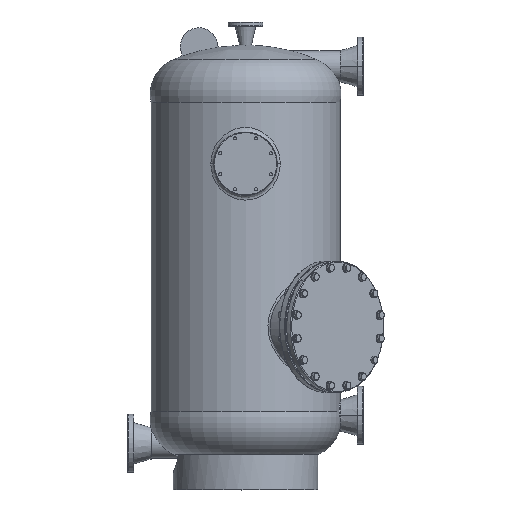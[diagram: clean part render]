
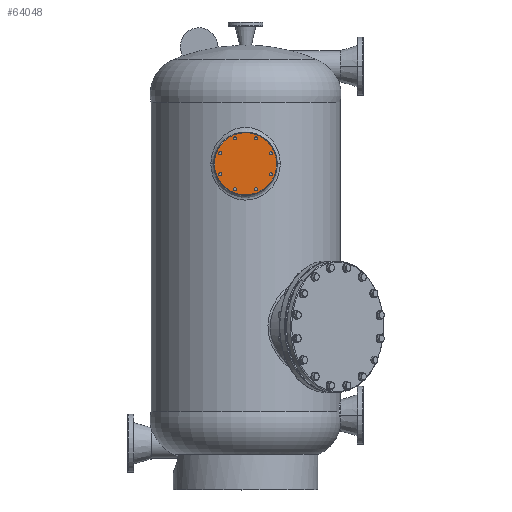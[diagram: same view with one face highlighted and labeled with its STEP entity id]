
A CAD part, top view. The second image highlights one B-rep face of the part: STEP entity #64048.
In plain terms, the highlighted planar face has unit normal (0, 0, 1).
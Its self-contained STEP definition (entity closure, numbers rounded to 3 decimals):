
#401 = CARTESIAN_POINT ( 'NONE',  ( -125.068, 550.109, 347.358 ) ) ;
#5051 = CARTESIAN_POINT ( 'NONE',  ( -92.779, 536.734, 347.358 ) ) ;
#5399 = CARTESIAN_POINT ( 'NONE',  ( -39.688, 480.039, 347.358 ) ) ;
#5594 = CARTESIAN_POINT ( 'NONE',  ( -53.535, 339.445, 347.358 ) ) ;
#5754 = CARTESIAN_POINT ( 'NONE',  ( -59.105, 509.099, 347.358 ) ) ;
#5957 = CARTESIAN_POINT ( 'NONE',  ( -100.522, 300.884, 347.358 ) ) ;
#6167 = DIRECTION ( 'NONE',  ( 0., 0., 1. ) ) ;
#6276 = VERTEX_POINT ( 'NONE', #67668 ) ;
#7354 = CARTESIAN_POINT ( 'NONE',  ( -286.364, 377.863, 347.358 ) ) ;
#7465 = CARTESIAN_POINT ( 'NONE',  ( -293.182, 420.878, 347.358 ) ) ;
#9690 = CARTESIAN_POINT ( 'NONE',  ( -27.043, 438.353, 347.358 ) ) ;
#10237 = CARTESIAN_POINT ( 'NONE',  ( -226.586, 305.023, 347.358 ) ) ;
#11988 = CARTESIAN_POINT ( 'NONE',  ( -275.538, 353.975, 347.358 ) ) ;
#14323 = CARTESIAN_POINT ( 'NONE',  ( -292.322, 438.353, 347.358 ) ) ;
#15384 = CARTESIAN_POINT ( 'NONE',  ( -194.296, 550.109, 347.358 ) ) ;
#15587 = CARTESIAN_POINT ( 'NONE',  ( -202.698, 294.197, 347.358 ) ) ;
#16268 = CARTESIAN_POINT ( 'NONE',  ( -59.105, 332.658, 347.358 ) ) ;
#16623 = CARTESIAN_POINT ( 'NONE',  ( -71.462, 320.301, 347.358 ) ) ;
#19976 = CARTESIAN_POINT ( 'NONE',  ( -241.116, 527.025, 347.358 ) ) ;
#20850 = CARTESIAN_POINT ( 'NONE',  ( -194.296, 291.648, 347.358 ) ) ;
#20944 = ORIENTED_EDGE ( 'NONE', *, *, #70379, .F. ) ;
#21217 = CARTESIAN_POINT ( 'NONE',  ( -142.207, 288.239, 347.358 ) ) ;
#22071 = CARTESIAN_POINT ( 'NONE',  ( -116.666, 547.56, 347.358 ) ) ;
#24219 = VERTEX_POINT ( 'NONE', #7465 ) ;
#24631 = CARTESIAN_POINT ( 'NONE',  ( -288.912, 455.493, 347.358 ) ) ;
#26576 = CARTESIAN_POINT ( 'NONE',  ( -26.182, 420.878, 347.358 ) ) ;
#26746 = CARTESIAN_POINT ( 'NONE',  ( -26.182, 420.878, 347.358 ) ) ;
#26944 = CARTESIAN_POINT ( 'NONE',  ( -26.182, 412.141, 347.358 ) ) ;
#27646 = CARTESIAN_POINT ( 'NONE',  ( -30.452, 386.264, 347.358 ) ) ;
#29046 = CARTESIAN_POINT ( 'NONE',  ( -293.182, 412.141, 347.358 ) ) ;
#29403 = CARTESIAN_POINT ( 'NONE',  ( -279.676, 361.718, 347.358 ) ) ;
#29990 = CARTESIAN_POINT ( 'NONE',  ( -293.182, 420.878, 347.358 ) ) ;
#30699 = CARTESIAN_POINT ( 'NONE',  ( -265.829, 502.312, 347.358 ) ) ;
#32823 = CARTESIAN_POINT ( 'NONE',  ( -53.535, 502.312, 347.358 ) ) ;
#33009 = CARTESIAN_POINT ( 'NONE',  ( -27.043, 403.404, 347.358 ) ) ;
#34419 = CARTESIAN_POINT ( 'NONE',  ( -288.912, 386.264, 347.358 ) ) ;
#36957 = CARTESIAN_POINT ( 'NONE',  ( -177.157, 288.239, 347.358 ) ) ;
#37131 = CARTESIAN_POINT ( 'NONE',  ( -100.522, 540.873, 347.358 ) ) ;
#37477 = CARTESIAN_POINT ( 'NONE',  ( -33.001, 463.894, 347.358 ) ) ;
#38187 = CARTESIAN_POINT ( 'NONE',  ( -30.452, 455.493, 347.358 ) ) ;
#41798 = CARTESIAN_POINT ( 'NONE',  ( -226.586, 536.734, 347.358 ) ) ;
#42341 = CARTESIAN_POINT ( 'NONE',  ( -168.42, 287.378, 347.358 ) ) ;
#42560 = FACE_OUTER_BOUND ( 'NONE', #50860, .T. ) ;
#42911 = PLANE ( 'NONE',  #62246 ) ;
#43038 = CARTESIAN_POINT ( 'NONE',  ( -260.259, 332.658, 347.358 ) ) ;
#43075 = B_SPLINE_CURVE_WITH_KNOTS ( 'NONE', 3,
 ( #26576, #26944, #33009, #27646, #49099, #54841, #65187, #5594, #16268, #16623, #64481, #64126, #5957, #48029, #49442, #21217, #58773, #42341, #36957, #20850, #15587, #59133, #10237, #48387, #70200, #43038, #64826, #11988, #29403, #7354, #34419, #45139, #29046, #44428 ),
 .UNSPECIFIED., .F., .F.,
 ( 4, 2, 2, 2, 2, 2, 2, 2, 2, 2, 2, 2, 2, 2, 2, 2, 4 ),
 ( 0., 0.063, 0.125, 0.188, 0.25, 0.313, 0.375, 0.438, 0.5, 0.563, 0.625, 0.688, 0.75, 0.813, 0.875, 0.938, 1. ),
 .UNSPECIFIED. ) ;
#43204 = CARTESIAN_POINT ( 'NONE',  ( -202.698, 547.56, 347.358 ) ) ;
#44296 = DIRECTION ( 'NONE',  ( 1., 0., 0. ) ) ;
#44428 = CARTESIAN_POINT ( 'NONE',  ( -293.182, 420.878, 347.358 ) ) ;
#45139 = CARTESIAN_POINT ( 'NONE',  ( -292.322, 403.404, 347.358 ) ) ;
#46443 = CARTESIAN_POINT ( 'NONE',  ( -286.364, 463.894, 347.358 ) ) ;
#46788 = CARTESIAN_POINT ( 'NONE',  ( -275.538, 487.782, 347.358 ) ) ;
#47142 = CARTESIAN_POINT ( 'NONE',  ( -279.676, 480.039, 347.358 ) ) ;
#48029 = CARTESIAN_POINT ( 'NONE',  ( -116.666, 294.197, 347.358 ) ) ;
#48387 = CARTESIAN_POINT ( 'NONE',  ( -241.116, 314.732, 347.358 ) ) ;
#48566 = CARTESIAN_POINT ( 'NONE',  ( -150.945, 554.378, 347.358 ) ) ;
#49099 = CARTESIAN_POINT ( 'NONE',  ( -33.001, 377.863, 347.358 ) ) ;
#49265 = CARTESIAN_POINT ( 'NONE',  ( -142.207, 553.518, 347.358 ) ) ;
#49442 = CARTESIAN_POINT ( 'NONE',  ( -125.068, 291.648, 347.358 ) ) ;
#49788 = EDGE_CURVE ( 'NONE', #6276, #24219, #43075, .T. ) ;
#50860 = EDGE_LOOP ( 'NONE', ( #20944, #63302 ) ) ;
#51803 = CARTESIAN_POINT ( 'NONE',  ( -293.182, 429.616, 347.358 ) ) ;
#52536 = CARTESIAN_POINT ( 'NONE',  ( -260.259, 509.099, 347.358 ) ) ;
#54643 = CARTESIAN_POINT ( 'NONE',  ( -71.462, 521.456, 347.358 ) ) ;
#54841 = CARTESIAN_POINT ( 'NONE',  ( -39.688, 361.718, 347.358 ) ) ;
#58773 = CARTESIAN_POINT ( 'NONE',  ( -150.945, 287.378, 347.358 ) ) ;
#58947 = CARTESIAN_POINT ( 'NONE',  ( -43.827, 487.782, 347.358 ) ) ;
#59133 = CARTESIAN_POINT ( 'NONE',  ( -218.843, 300.884, 347.358 ) ) ;
#60524 = B_SPLINE_CURVE_WITH_KNOTS ( 'NONE', 3,
 ( #29990, #51803, #14323, #24631, #46443, #47142, #46788, #30699, #52536, #68951, #19976, #41798, #63592, #43204, #15384, #65354, #69665, #48566, #49265, #401, #22071, #37131, #5051, #70370, #54643, #5754, #32823, #58947, #5399, #37477, #38187, #9690, #63943, #26746 ),
 .UNSPECIFIED., .F., .F.,
 ( 4, 2, 2, 2, 2, 2, 2, 2, 2, 2, 2, 2, 2, 2, 2, 2, 4 ),
 ( 0., 0.063, 0.125, 0.188, 0.25, 0.313, 0.375, 0.438, 0.5, 0.563, 0.625, 0.688, 0.75, 0.813, 0.875, 0.938, 1. ),
 .UNSPECIFIED. ) ;
#62246 = AXIS2_PLACEMENT_3D ( 'NONE', #69000, #6167, #44296 ) ;
#63302 = ORIENTED_EDGE ( 'NONE', *, *, #49788, .F. ) ;
#63592 = CARTESIAN_POINT ( 'NONE',  ( -218.843, 540.873, 347.358 ) ) ;
#63943 = CARTESIAN_POINT ( 'NONE',  ( -26.182, 429.616, 347.358 ) ) ;
#64048 = ADVANCED_FACE ( 'NONE', ( #42560 ), #42911, .T. ) ;
#64126 = CARTESIAN_POINT ( 'NONE',  ( -92.779, 305.023, 347.358 ) ) ;
#64481 = CARTESIAN_POINT ( 'NONE',  ( -78.249, 314.732, 347.358 ) ) ;
#64826 = CARTESIAN_POINT ( 'NONE',  ( -265.829, 339.445, 347.358 ) ) ;
#65187 = CARTESIAN_POINT ( 'NONE',  ( -43.827, 353.975, 347.358 ) ) ;
#65354 = CARTESIAN_POINT ( 'NONE',  ( -177.157, 553.518, 347.358 ) ) ;
#67668 = CARTESIAN_POINT ( 'NONE',  ( -26.182, 420.878, 347.358 ) ) ;
#68951 = CARTESIAN_POINT ( 'NONE',  ( -247.903, 521.456, 347.358 ) ) ;
#69000 = CARTESIAN_POINT ( 'NONE',  ( -159.682, 420.878, 347.358 ) ) ;
#69665 = CARTESIAN_POINT ( 'NONE',  ( -168.42, 554.378, 347.358 ) ) ;
#70200 = CARTESIAN_POINT ( 'NONE',  ( -247.903, 320.301, 347.358 ) ) ;
#70370 = CARTESIAN_POINT ( 'NONE',  ( -78.249, 527.025, 347.358 ) ) ;
#70379 = EDGE_CURVE ( 'NONE', #24219, #6276, #60524, .T. ) ;
